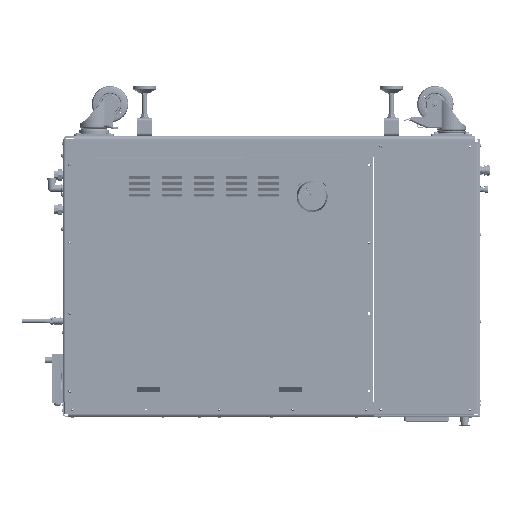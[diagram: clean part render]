
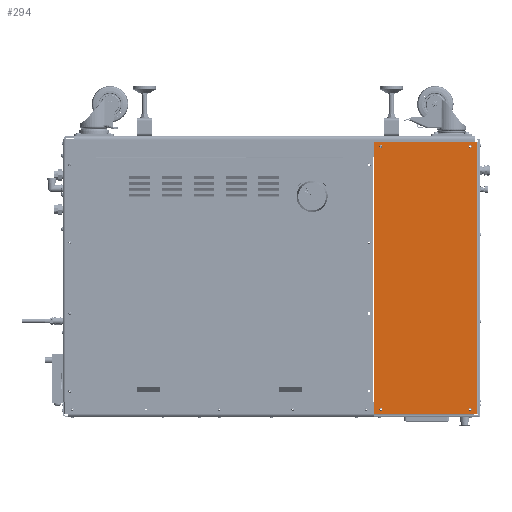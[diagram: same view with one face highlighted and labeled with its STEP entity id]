
A CAD part, left-side view. The second image highlights one B-rep face of the part: STEP entity #294.
In plain terms, the highlighted planar face has unit normal (-1, 0, 0).
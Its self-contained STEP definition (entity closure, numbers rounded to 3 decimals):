
#294=ADVANCED_FACE('',(#2263,#2265,#2267,#2269,#2271),#2273,.T.);
#2263=FACE_BOUND('',#2264,.T.);
#2264=EDGE_LOOP('',(#35122,#35123,#35124,#35125));
#2265=FACE_BOUND('',#2266,.T.);
#2266=EDGE_LOOP('',(#35126));
#2267=FACE_BOUND('',#2268,.T.);
#2268=EDGE_LOOP('',(#35127));
#2269=FACE_BOUND('',#2270,.T.);
#2270=EDGE_LOOP('',(#35128));
#2271=FACE_BOUND('',#2272,.T.);
#2272=EDGE_LOOP('',(#35129));
#2273=PLANE('',#2274);
#2274=AXIS2_PLACEMENT_3D('',#2275,#2276,#2277);
#2275=CARTESIAN_POINT('',(-333.5,-360.469,-944.));
#2276=DIRECTION('',(-1.,0.,0.));
#2277=DIRECTION('',(0.,-1.,0.));
#35122=ORIENTED_EDGE('',*,*,#67435,.T.);
#35123=ORIENTED_EDGE('',*,*,#67437,.T.);
#35124=ORIENTED_EDGE('',*,*,#67438,.T.);
#35125=ORIENTED_EDGE('',*,*,#67439,.T.);
#35126=ORIENTED_EDGE('',*,*,#67440,.T.);
#35127=ORIENTED_EDGE('',*,*,#67441,.T.);
#35128=ORIENTED_EDGE('',*,*,#67442,.T.);
#35129=ORIENTED_EDGE('',*,*,#67443,.T.);
#67435=EDGE_CURVE('',#97578,#97576,#97579,.T.);
#67437=EDGE_CURVE('',#97576,#97581,#97582,.T.);
#67438=EDGE_CURVE('',#97581,#97583,#97584,.T.);
#67439=EDGE_CURVE('',#97583,#97578,#97585,.T.);
#67440=EDGE_CURVE('',#97586,#97586,#97587,.F.);
#67441=EDGE_CURVE('',#97588,#97588,#97589,.F.);
#67442=EDGE_CURVE('',#97590,#97590,#97591,.F.);
#67443=EDGE_CURVE('',#97592,#97592,#97593,.F.);
#97576=VERTEX_POINT('',#157399);
#97578=VERTEX_POINT('',#157404);
#97579=LINE('',#157405,#157406);
#97581=VERTEX_POINT('',#157412);
#97582=LINE('',#157413,#157414);
#97583=VERTEX_POINT('',#157416);
#97584=LINE('',#157417,#157418);
#97585=LINE('',#157420,#157421);
#97586=VERTEX_POINT('',#157423);
#97587=CIRCLE('',#157424,4.);
#97588=VERTEX_POINT('',#157428);
#97589=CIRCLE('',#157429,4.);
#97590=VERTEX_POINT('',#157433);
#97591=CIRCLE('',#157434,4.);
#97592=VERTEX_POINT('',#157438);
#97593=CIRCLE('',#157439,4.);
#157399=CARTESIAN_POINT('',(-333.5,-712.469,-14.));
#157404=CARTESIAN_POINT('',(-333.5,-712.469,-944.));
#157405=CARTESIAN_POINT('',(-333.5,-712.469,-944.));
#157406=VECTOR('',#157407,1.);
#157407=DIRECTION('',(0.,0.,1.));
#157412=CARTESIAN_POINT('',(-333.5,-360.469,-14.));
#157413=CARTESIAN_POINT('',(-333.5,-712.469,-14.));
#157414=VECTOR('',#157415,1.);
#157415=DIRECTION('',(0.,1.,0.));
#157416=CARTESIAN_POINT('',(-333.5,-360.469,-944.));
#157417=CARTESIAN_POINT('',(-333.5,-360.469,-14.));
#157418=VECTOR('',#157419,1.);
#157419=DIRECTION('',(0.,0.,-1.));
#157420=CARTESIAN_POINT('',(-333.5,-360.469,-944.));
#157421=VECTOR('',#157422,1.);
#157422=DIRECTION('',(0.,-1.,0.));
#157423=CARTESIAN_POINT('',(-333.5,-389.469,-927.));
#157424=AXIS2_PLACEMENT_3D('',#157425,#157426,#157427);
#157425=CARTESIAN_POINT('',(-333.5,-385.469,-927.));
#157426=DIRECTION('',(-1.,0.,0.));
#157427=DIRECTION('',(0.,-1.,0.));
#157428=CARTESIAN_POINT('',(-333.5,-693.469,-927.));
#157429=AXIS2_PLACEMENT_3D('',#157430,#157431,#157432);
#157430=CARTESIAN_POINT('',(-333.5,-689.469,-927.));
#157431=DIRECTION('',(-1.,0.,0.));
#157432=DIRECTION('',(0.,-1.,0.));
#157433=CARTESIAN_POINT('',(-333.5,-389.469,-31.));
#157434=AXIS2_PLACEMENT_3D('',#157435,#157436,#157437);
#157435=CARTESIAN_POINT('',(-333.5,-385.469,-31.));
#157436=DIRECTION('',(-1.,0.,0.));
#157437=DIRECTION('',(0.,-1.,0.));
#157438=CARTESIAN_POINT('',(-333.5,-693.469,-31.));
#157439=AXIS2_PLACEMENT_3D('',#157440,#157441,#157442);
#157440=CARTESIAN_POINT('',(-333.5,-689.469,-31.));
#157441=DIRECTION('',(-1.,0.,0.));
#157442=DIRECTION('',(0.,-1.,0.));
